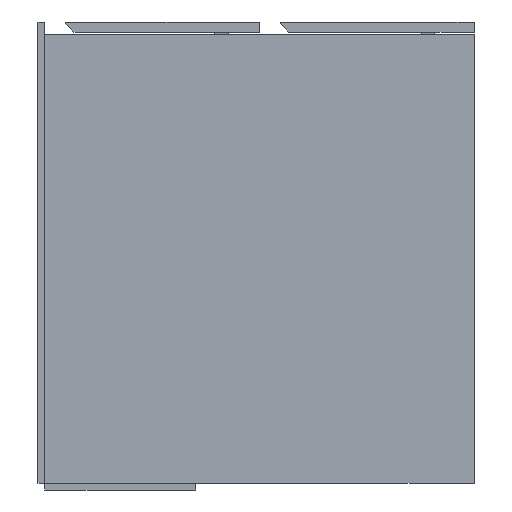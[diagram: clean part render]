
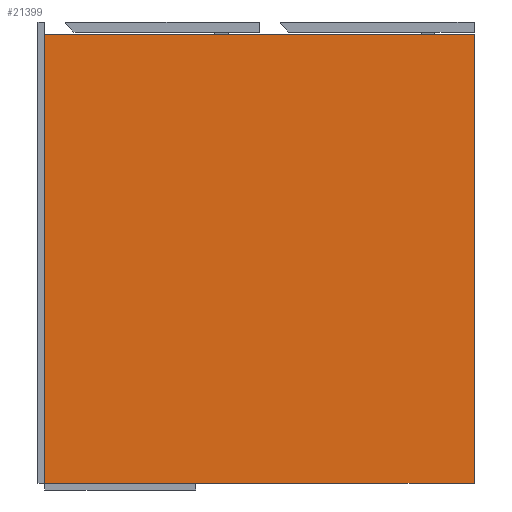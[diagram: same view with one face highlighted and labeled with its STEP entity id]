
A CAD part, left-side view. The second image highlights one B-rep face of the part: STEP entity #21399.
In plain terms, the highlighted planar face has unit normal (-1, 0, 0).
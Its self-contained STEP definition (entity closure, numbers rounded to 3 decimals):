
#3096 = CARTESIAN_POINT ( 'NONE',  ( 2., 0., -550. ) ) ;
#3682 = EDGE_CURVE ( 'NONE', #55849, #36109, #30922, .T. ) ;
#5324 = VERTEX_POINT ( 'NONE', #60537 ) ;
#9350 = DIRECTION ( 'NONE',  ( 0., 0., -1. ) ) ;
#9802 = DIRECTION ( 'NONE',  ( 1., 0., 0. ) ) ;
#9953 = CARTESIAN_POINT ( 'NONE',  ( 2., 1047.337, -550. ) ) ;
#10101 = PLANE ( 'NONE',  #56433 ) ;
#10564 = FACE_OUTER_BOUND ( 'NONE', #18883, .T. ) ;
#13031 = DIRECTION ( 'NONE',  ( 0., -1., 0. ) ) ;
#15692 = ORIENTED_EDGE ( 'NONE', *, *, #31700, .T. ) ;
#18883 = EDGE_LOOP ( 'NONE', ( #58359, #50869, #15692, #55444 ) ) ;
#20775 = EDGE_CURVE ( 'NONE', #55849, #51096, #35926, .T. ) ;
#21399 = ADVANCED_FACE ( 'NONE', ( #10564 ), #10101, .F. ) ;
#21417 = CARTESIAN_POINT ( 'NONE',  ( 2., 512., -15. ) ) ;
#21961 = DIRECTION ( 'NONE',  ( 0., 0., 1. ) ) ;
#24116 = CARTESIAN_POINT ( 'NONE',  ( 2., 512., -550. ) ) ;
#30320 = DIRECTION ( 'NONE',  ( 0., -1., 0. ) ) ;
#30618 = CARTESIAN_POINT ( 'NONE',  ( 2., 1047.337, -550. ) ) ;
#30922 = LINE ( 'NONE', #30618, #49595 ) ;
#31700 = EDGE_CURVE ( 'NONE', #36109, #5324, #45433, .T. ) ;
#32915 = CARTESIAN_POINT ( 'NONE',  ( 2., 0., -550. ) ) ;
#34647 = DIRECTION ( 'NONE',  ( 0., 0., 1. ) ) ;
#34658 = VECTOR ( 'NONE', #34647, 1000. ) ;
#35622 = CARTESIAN_POINT ( 'NONE',  ( 2., 512., -550. ) ) ;
#35926 = LINE ( 'NONE', #35622, #34658 ) ;
#36109 = VERTEX_POINT ( 'NONE', #32915 ) ;
#36508 = LINE ( 'NONE', #55419, #45015 ) ;
#39932 = VECTOR ( 'NONE', #21961, 1000. ) ;
#45015 = VECTOR ( 'NONE', #13031, 1000. ) ;
#45433 = LINE ( 'NONE', #3096, #39932 ) ;
#49595 = VECTOR ( 'NONE', #30320, 1000. ) ;
#50869 = ORIENTED_EDGE ( 'NONE', *, *, #3682, .T. ) ;
#51096 = VERTEX_POINT ( 'NONE', #21417 ) ;
#51775 = EDGE_CURVE ( 'NONE', #51096, #5324, #36508, .T. ) ;
#55419 = CARTESIAN_POINT ( 'NONE',  ( 2., 1047.337, -15. ) ) ;
#55444 = ORIENTED_EDGE ( 'NONE', *, *, #51775, .F. ) ;
#55849 = VERTEX_POINT ( 'NONE', #24116 ) ;
#56433 = AXIS2_PLACEMENT_3D ( 'NONE', #9953, #9802, #9350 ) ;
#58359 = ORIENTED_EDGE ( 'NONE', *, *, #20775, .F. ) ;
#60537 = CARTESIAN_POINT ( 'NONE',  ( 2., 0., -15. ) ) ;
